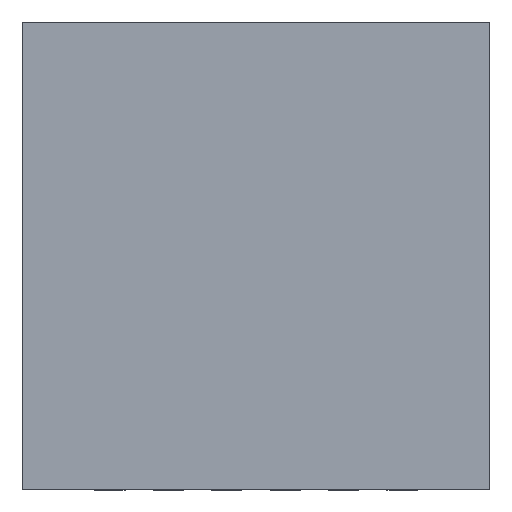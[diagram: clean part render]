
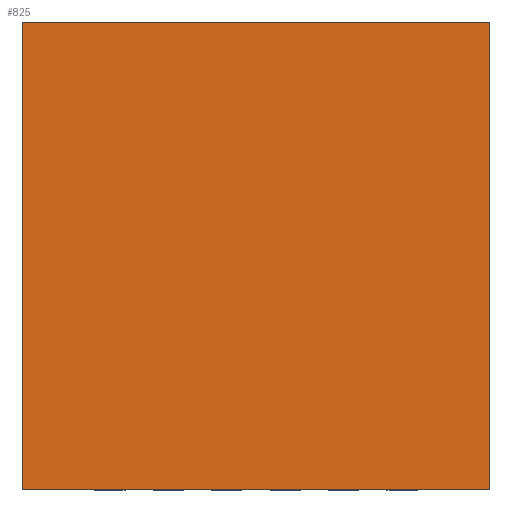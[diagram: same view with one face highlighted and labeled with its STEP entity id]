
A CAD part, top view. The second image highlights one B-rep face of the part: STEP entity #825.
In plain terms, the highlighted planar face has unit normal (0, 0, 1).
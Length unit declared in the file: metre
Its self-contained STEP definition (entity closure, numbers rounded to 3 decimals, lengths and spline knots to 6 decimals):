
#715 = EDGE_CURVE( '', #1756, #1757, #1758, .T. );
#735 = EDGE_CURVE( '', #1763, #1556, #1787, .T. );
#825 = ADVANCED_FACE( '', ( #1910 ), #1911, .T. );
#911 = EDGE_CURVE( '', #1556, #1756, #2020, .T. );
#1029 = EDGE_CURVE( '', #1757, #1763, #2173, .T. );
#1556 = VERTEX_POINT( '', #2828 );
#1756 = VERTEX_POINT( '', #3116 );
#1757 = VERTEX_POINT( '', #3117 );
#1758 = LINE( '', #3118, #3119 );
#1763 = VERTEX_POINT( '', #3125 );
#1787 = LINE( '', #3161, #3162 );
#1910 = FACE_OUTER_BOUND( '', #3348, .T. );
#1911 = PLANE( '', #3349 );
#2020 = LINE( '', #3521, #3522 );
#2173 = LINE( '', #3742, #3743 );
#2828 = CARTESIAN_POINT( '', ( -0.002, 0.002002, 0.001 ) );
#3116 = CARTESIAN_POINT( '', ( -0.002, -0.001998, 0.001 ) );
#3117 = CARTESIAN_POINT( '', ( 0.002, -0.001998, 0.001 ) );
#3118 = CARTESIAN_POINT( '', ( -0.002, -0.001998, 0.001 ) );
#3119 = VECTOR( '', #4672, 1. );
#3125 = CARTESIAN_POINT( '', ( 0.002, 0.002002, 0.001 ) );
#3161 = CARTESIAN_POINT( '', ( -0.002, 0.002002, 0.001 ) );
#3162 = VECTOR( '', #4703, 1. );
#3348 = EDGE_LOOP( '', ( #4856, #4857, #4858, #4859 ) );
#3349 = AXIS2_PLACEMENT_3D( '', #4860, #4861, #4862 );
#3521 = CARTESIAN_POINT( '', ( -0.002, 0.002002, 0.001 ) );
#3522 = VECTOR( '', #4970, 1. );
#3742 = CARTESIAN_POINT( '', ( 0.002, 0.002002, 0.001 ) );
#3743 = VECTOR( '', #5314, 1. );
#4672 = DIRECTION( '', ( 1., 0., 0. ) );
#4703 = DIRECTION( '', ( -1., 0., 0. ) );
#4856 = ORIENTED_EDGE( '', *, *, #911, .T. );
#4857 = ORIENTED_EDGE( '', *, *, #715, .T. );
#4858 = ORIENTED_EDGE( '', *, *, #1029, .T. );
#4859 = ORIENTED_EDGE( '', *, *, #735, .T. );
#4860 = CARTESIAN_POINT( '', ( 0., 0.000002, 0.001 ) );
#4861 = DIRECTION( '', ( 0., 0., 1. ) );
#4862 = DIRECTION( '', ( 1., 0., 0. ) );
#4970 = DIRECTION( '', ( 0., -1., 0. ) );
#5314 = DIRECTION( '', ( 0., 1., 0. ) );
